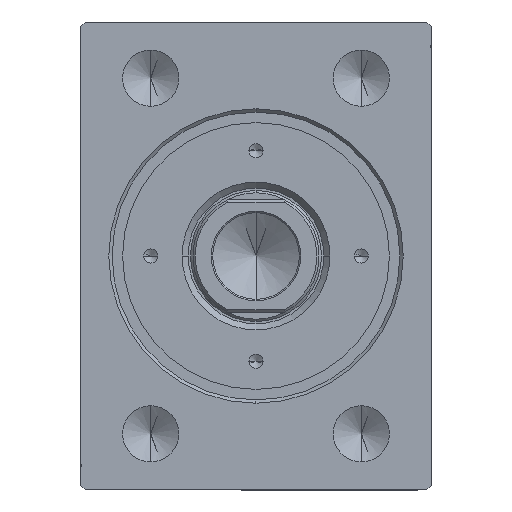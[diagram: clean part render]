
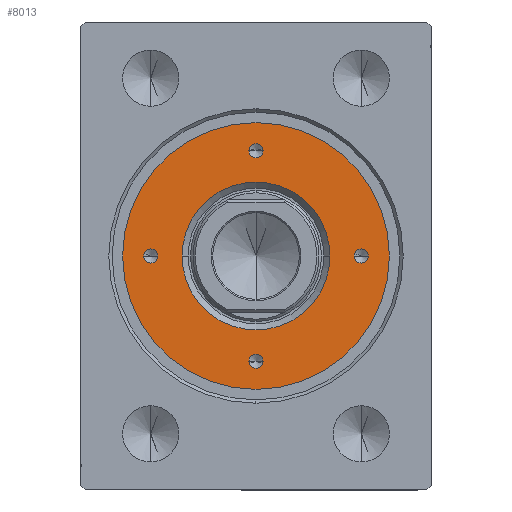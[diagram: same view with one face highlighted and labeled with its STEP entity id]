
A CAD part, left-side view. The second image highlights one B-rep face of the part: STEP entity #8013.
In plain terms, the highlighted face is planar.
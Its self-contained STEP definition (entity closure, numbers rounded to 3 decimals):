
#201 = PLANE ( 'NONE',  #24353 ) ;
#1291 = DIRECTION ( 'NONE',  ( 1., 0., 0. ) ) ;
#2464 = DIRECTION ( 'NONE',  ( 1., 0., 0. ) ) ;
#2609 = CIRCLE ( 'NONE', #38895, 1.5 ) ;
#2682 = CARTESIAN_POINT ( 'NONE',  ( 0., 22.5, 83.8 ) ) ;
#2773 = DIRECTION ( 'NONE',  ( 1., 0., 0. ) ) ;
#3009 = CIRCLE ( 'NONE', #14390, 15.8 ) ;
#3012 = ORIENTED_EDGE ( 'NONE', *, *, #41811, .T. ) ;
#3966 = FACE_BOUND ( 'NONE', #10598, .T. ) ;
#4080 = AXIS2_PLACEMENT_3D ( 'NONE', #4948, #22523, #8709 ) ;
#4173 = DIRECTION ( 'NONE',  ( 0., 0., 1. ) ) ;
#4590 = AXIS2_PLACEMENT_3D ( 'NONE', #26703, #40286, #9765 ) ;
#4948 = CARTESIAN_POINT ( 'NONE',  ( 0., 0., 83.8 ) ) ;
#5306 = CARTESIAN_POINT ( 'NONE',  ( 1.5, 22.5, 83.8 ) ) ;
#5445 = CIRCLE ( 'NONE', #6832, 1.5 ) ;
#5729 = VERTEX_POINT ( 'NONE', #36667 ) ;
#6832 = AXIS2_PLACEMENT_3D ( 'NONE', #35141, #4173, #1291 ) ;
#7481 = AXIS2_PLACEMENT_3D ( 'NONE', #17066, #9495, #29777 ) ;
#8013 = ADVANCED_FACE ( 'NONE', ( #34270, #10877, #3966, #30485, #20904, #14215 ), #201, .T. ) ;
#8167 = VERTEX_POINT ( 'NONE', #29995 ) ;
#8374 = EDGE_LOOP ( 'NONE', ( #31128, #38251 ) ) ;
#8654 = CIRCLE ( 'NONE', #43628, 1.5 ) ;
#8709 = DIRECTION ( 'NONE',  ( 1., 0., 0. ) ) ;
#8729 = DIRECTION ( 'NONE',  ( 0., 0., 1. ) ) ;
#9119 = ORIENTED_EDGE ( 'NONE', *, *, #26751, .T. ) ;
#9132 = DIRECTION ( 'NONE',  ( 1., 0., 0. ) ) ;
#9213 = CARTESIAN_POINT ( 'NONE',  ( 0., 0., 83.8 ) ) ;
#9495 = DIRECTION ( 'NONE',  ( 0., 0., 1. ) ) ;
#9765 = DIRECTION ( 'NONE',  ( 1., 0., 0. ) ) ;
#9783 = VERTEX_POINT ( 'NONE', #22863 ) ;
#10057 = EDGE_CURVE ( 'NONE', #11183, #9783, #8654, .T. ) ;
#10243 = CARTESIAN_POINT ( 'NONE',  ( -24., 0., 83.8 ) ) ;
#10598 = EDGE_LOOP ( 'NONE', ( #28333, #11155 ) ) ;
#10877 = FACE_BOUND ( 'NONE', #40425, .T. ) ;
#11048 = CARTESIAN_POINT ( 'NONE',  ( -21., 0., 83.8 ) ) ;
#11155 = ORIENTED_EDGE ( 'NONE', *, *, #35367, .F. ) ;
#11183 = VERTEX_POINT ( 'NONE', #17016 ) ;
#11671 = DIRECTION ( 'NONE',  ( 1., 0., 0. ) ) ;
#12263 = EDGE_CURVE ( 'NONE', #5729, #25521, #17984, .T. ) ;
#12302 = AXIS2_PLACEMENT_3D ( 'NONE', #15401, #29001, #42584 ) ;
#13182 = CIRCLE ( 'NONE', #28141, 1.5 ) ;
#14026 = CARTESIAN_POINT ( 'NONE',  ( 0., 0., 83.8 ) ) ;
#14215 = FACE_OUTER_BOUND ( 'NONE', #21268, .T. ) ;
#14390 = AXIS2_PLACEMENT_3D ( 'NONE', #9213, #30167, #2773 ) ;
#14908 = DIRECTION ( 'NONE',  ( 1., 0., 0. ) ) ;
#15009 = VERTEX_POINT ( 'NONE', #19092 ) ;
#15401 = CARTESIAN_POINT ( 'NONE',  ( 0., 0., 83.8 ) ) ;
#15426 = CARTESIAN_POINT ( 'NONE',  ( 0., -22.5, 83.8 ) ) ;
#16195 = EDGE_CURVE ( 'NONE', #36689, #35510, #2609, .T. ) ;
#16564 = CARTESIAN_POINT ( 'NONE',  ( -1.5, 22.5, 83.8 ) ) ;
#16632 = EDGE_CURVE ( 'NONE', #41925, #25913, #21090, .T. ) ;
#17016 = CARTESIAN_POINT ( 'NONE',  ( -1.5, -22.5, 83.8 ) ) ;
#17066 = CARTESIAN_POINT ( 'NONE',  ( 22.5, 0., 83.8 ) ) ;
#17800 = DIRECTION ( 'NONE',  ( 0., 0., -1. ) ) ;
#17984 = CIRCLE ( 'NONE', #12302, 28.5 ) ;
#18016 = EDGE_CURVE ( 'NONE', #25521, #5729, #26815, .T. ) ;
#18716 = CIRCLE ( 'NONE', #43616, 1.5 ) ;
#18851 = CARTESIAN_POINT ( 'NONE',  ( -28.5, 0., 83.8 ) ) ;
#19092 = CARTESIAN_POINT ( 'NONE',  ( 24., 0., 83.8 ) ) ;
#19216 = DIRECTION ( 'NONE',  ( 0., 0., 1. ) ) ;
#20904 = FACE_BOUND ( 'NONE', #23013, .T. ) ;
#21090 = CIRCLE ( 'NONE', #31075, 1.5 ) ;
#21268 = EDGE_LOOP ( 'NONE', ( #39907, #21463 ) ) ;
#21463 = ORIENTED_EDGE ( 'NONE', *, *, #12263, .T. ) ;
#22330 = DIRECTION ( 'NONE',  ( 1., 0., 0. ) ) ;
#22523 = DIRECTION ( 'NONE',  ( 0., 0., 1. ) ) ;
#22863 = CARTESIAN_POINT ( 'NONE',  ( 1.5, -22.5, 83.8 ) ) ;
#23013 = EDGE_LOOP ( 'NONE', ( #9119, #3012 ) ) ;
#24353 = AXIS2_PLACEMENT_3D ( 'NONE', #37386, #24462, #40954 ) ;
#24462 = DIRECTION ( 'NONE',  ( 0., 0., 1. ) ) ;
#24595 = EDGE_LOOP ( 'NONE', ( #40018, #38739 ) ) ;
#25521 = VERTEX_POINT ( 'NONE', #18851 ) ;
#25856 = VERTEX_POINT ( 'NONE', #39088 ) ;
#25913 = VERTEX_POINT ( 'NONE', #16564 ) ;
#26294 = DIRECTION ( 'NONE',  ( 0., 0., 1. ) ) ;
#26703 = CARTESIAN_POINT ( 'NONE',  ( 0., 22.5, 83.8 ) ) ;
#26751 = EDGE_CURVE ( 'NONE', #25856, #8167, #3009, .T. ) ;
#26752 = AXIS2_PLACEMENT_3D ( 'NONE', #14026, #17800, #14908 ) ;
#26815 = CIRCLE ( 'NONE', #4080, 28.5 ) ;
#27039 = CARTESIAN_POINT ( 'NONE',  ( -22.5, 0., 83.8 ) ) ;
#28141 = AXIS2_PLACEMENT_3D ( 'NONE', #36102, #26294, #9132 ) ;
#28333 = ORIENTED_EDGE ( 'NONE', *, *, #35778, .F. ) ;
#28611 = CARTESIAN_POINT ( 'NONE',  ( -22.5, 0., 83.8 ) ) ;
#29001 = DIRECTION ( 'NONE',  ( 0., 0., 1. ) ) ;
#29777 = DIRECTION ( 'NONE',  ( 1., 0., 0. ) ) ;
#29995 = CARTESIAN_POINT ( 'NONE',  ( -15.8, 0., 83.8 ) ) ;
#30146 = EDGE_CURVE ( 'NONE', #35510, #36689, #18716, .T. ) ;
#30167 = DIRECTION ( 'NONE',  ( 0., 0., -1. ) ) ;
#30169 = DIRECTION ( 'NONE',  ( 0., 0., 1. ) ) ;
#30485 = FACE_BOUND ( 'NONE', #8374, .T. ) ;
#31075 = AXIS2_PLACEMENT_3D ( 'NONE', #2682, #33851, #2464 ) ;
#31128 = ORIENTED_EDGE ( 'NONE', *, *, #42986, .F. ) ;
#31149 = ORIENTED_EDGE ( 'NONE', *, *, #16632, .F. ) ;
#31283 = ORIENTED_EDGE ( 'NONE', *, *, #34352, .F. ) ;
#31478 = VERTEX_POINT ( 'NONE', #33681 ) ;
#33285 = DIRECTION ( 'NONE',  ( 1., 0., 0. ) ) ;
#33681 = CARTESIAN_POINT ( 'NONE',  ( 21., 0., 83.8 ) ) ;
#33851 = DIRECTION ( 'NONE',  ( 0., 0., 1. ) ) ;
#34270 = FACE_BOUND ( 'NONE', #24595, .T. ) ;
#34352 = EDGE_CURVE ( 'NONE', #25913, #41925, #39472, .T. ) ;
#34683 = CIRCLE ( 'NONE', #26752, 15.8 ) ;
#35141 = CARTESIAN_POINT ( 'NONE',  ( 0., -22.5, 83.8 ) ) ;
#35367 = EDGE_CURVE ( 'NONE', #31478, #15009, #38785, .T. ) ;
#35510 = VERTEX_POINT ( 'NONE', #11048 ) ;
#35778 = EDGE_CURVE ( 'NONE', #15009, #31478, #13182, .T. ) ;
#36102 = CARTESIAN_POINT ( 'NONE',  ( 22.5, 0., 83.8 ) ) ;
#36667 = CARTESIAN_POINT ( 'NONE',  ( 28.5, 0., 83.8 ) ) ;
#36689 = VERTEX_POINT ( 'NONE', #10243 ) ;
#37386 = CARTESIAN_POINT ( 'NONE',  ( 0., 0., 83.8 ) ) ;
#38251 = ORIENTED_EDGE ( 'NONE', *, *, #10057, .F. ) ;
#38739 = ORIENTED_EDGE ( 'NONE', *, *, #16195, .F. ) ;
#38785 = CIRCLE ( 'NONE', #7481, 1.5 ) ;
#38895 = AXIS2_PLACEMENT_3D ( 'NONE', #28611, #19216, #11671 ) ;
#39088 = CARTESIAN_POINT ( 'NONE',  ( 15.8, 0., 83.8 ) ) ;
#39472 = CIRCLE ( 'NONE', #4590, 1.5 ) ;
#39907 = ORIENTED_EDGE ( 'NONE', *, *, #18016, .T. ) ;
#40018 = ORIENTED_EDGE ( 'NONE', *, *, #30146, .F. ) ;
#40286 = DIRECTION ( 'NONE',  ( 0., 0., 1. ) ) ;
#40425 = EDGE_LOOP ( 'NONE', ( #31149, #31283 ) ) ;
#40954 = DIRECTION ( 'NONE',  ( 1., 0., 0. ) ) ;
#41811 = EDGE_CURVE ( 'NONE', #8167, #25856, #34683, .T. ) ;
#41925 = VERTEX_POINT ( 'NONE', #5306 ) ;
#42584 = DIRECTION ( 'NONE',  ( 1., 0., 0. ) ) ;
#42986 = EDGE_CURVE ( 'NONE', #9783, #11183, #5445, .T. ) ;
#43616 = AXIS2_PLACEMENT_3D ( 'NONE', #27039, #30169, #33285 ) ;
#43628 = AXIS2_PLACEMENT_3D ( 'NONE', #15426, #8729, #22330 ) ;
